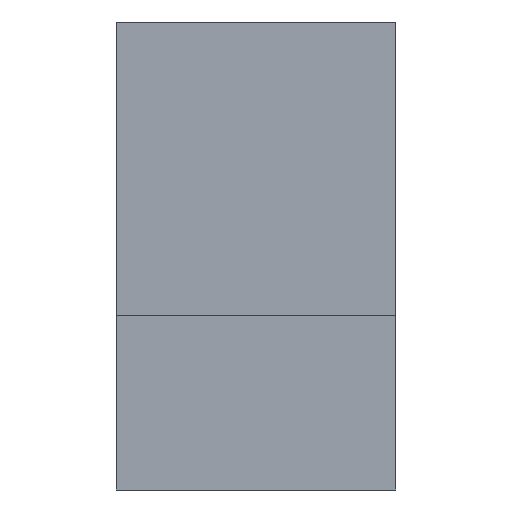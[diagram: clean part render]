
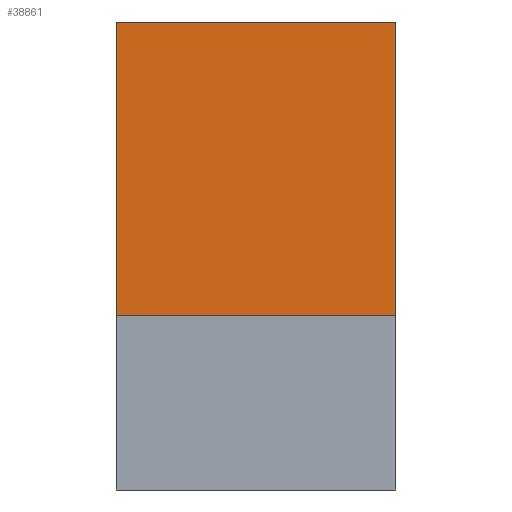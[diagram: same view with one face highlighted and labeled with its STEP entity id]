
A CAD part, left-side view. The second image highlights one B-rep face of the part: STEP entity #38861.
In plain terms, the highlighted planar face has unit normal (-1, 0, 0).
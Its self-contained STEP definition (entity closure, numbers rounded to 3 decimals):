
#44 = CARTESIAN_POINT ( 'NONE',  ( -8.853, -1291.732, 17.35 ) ) ;
#1264 = ORIENTED_EDGE ( 'NONE', *, *, #15203, .T. ) ;
#1406 = EDGE_LOOP ( 'NONE', ( #35794, #22420, #33829, #1264 ) ) ;
#3291 = CARTESIAN_POINT ( 'NONE',  ( -8.853, 2.285, 17.35 ) ) ;
#3912 = LINE ( 'NONE', #44, #28533 ) ;
#4225 = VERTEX_POINT ( 'NONE', #10338 ) ;
#4763 = LINE ( 'NONE', #29682, #12169 ) ;
#6662 = LINE ( 'NONE', #38078, #25395 ) ;
#7615 = VECTOR ( 'NONE', #8653, 1000. ) ;
#7742 = EDGE_CURVE ( 'NONE', #28440, #4225, #3912, .T. ) ;
#8130 = LINE ( 'NONE', #25054, #7615 ) ;
#8653 = DIRECTION ( 'NONE',  ( 0., 0., -1. ) ) ;
#10338 = CARTESIAN_POINT ( 'NONE',  ( -8.853, -0.765, 17.35 ) ) ;
#12169 = VECTOR ( 'NONE', #32464, 1000. ) ;
#12464 = EDGE_CURVE ( 'NONE', #20069, #19076, #4763, .T. ) ;
#14101 = CARTESIAN_POINT ( 'NONE',  ( -8.853, -1291.732, 20.55 ) ) ;
#15203 = EDGE_CURVE ( 'NONE', #20069, #28440, #6662, .T. ) ;
#16335 = DIRECTION ( 'NONE',  ( 0., 0., -1. ) ) ;
#17672 = PLANE ( 'NONE',  #20686 ) ;
#19072 = CARTESIAN_POINT ( 'NONE',  ( -8.853, 2.285, 20.55 ) ) ;
#19076 = VERTEX_POINT ( 'NONE', #35952 ) ;
#20069 = VERTEX_POINT ( 'NONE', #19072 ) ;
#20686 = AXIS2_PLACEMENT_3D ( 'NONE', #14101, #20694, #24008 ) ;
#20694 = DIRECTION ( 'NONE',  ( 1., 0., 0. ) ) ;
#22420 = ORIENTED_EDGE ( 'NONE', *, *, #26428, .F. ) ;
#22432 = FACE_OUTER_BOUND ( 'NONE', #1406, .T. ) ;
#24008 = DIRECTION ( 'NONE',  ( 0., 0., 1. ) ) ;
#25054 = CARTESIAN_POINT ( 'NONE',  ( -8.853, -0.765, 20.55 ) ) ;
#25395 = VECTOR ( 'NONE', #16335, 1000. ) ;
#26428 = EDGE_CURVE ( 'NONE', #19076, #4225, #8130, .T. ) ;
#28440 = VERTEX_POINT ( 'NONE', #3291 ) ;
#28533 = VECTOR ( 'NONE', #34998, 1000. ) ;
#29682 = CARTESIAN_POINT ( 'NONE',  ( -8.853, -1291.732, 20.55 ) ) ;
#32464 = DIRECTION ( 'NONE',  ( 0., -1., 0. ) ) ;
#33829 = ORIENTED_EDGE ( 'NONE', *, *, #12464, .F. ) ;
#34998 = DIRECTION ( 'NONE',  ( 0., -1., 0. ) ) ;
#35794 = ORIENTED_EDGE ( 'NONE', *, *, #7742, .T. ) ;
#35952 = CARTESIAN_POINT ( 'NONE',  ( -8.853, -0.765, 20.55 ) ) ;
#38078 = CARTESIAN_POINT ( 'NONE',  ( -8.853, 2.285, 20.55 ) ) ;
#38861 = ADVANCED_FACE ( 'NONE', ( #22432 ), #17672, .F. ) ;
